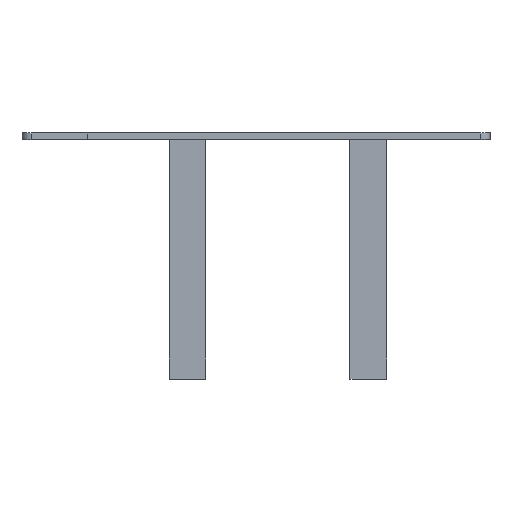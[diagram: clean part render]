
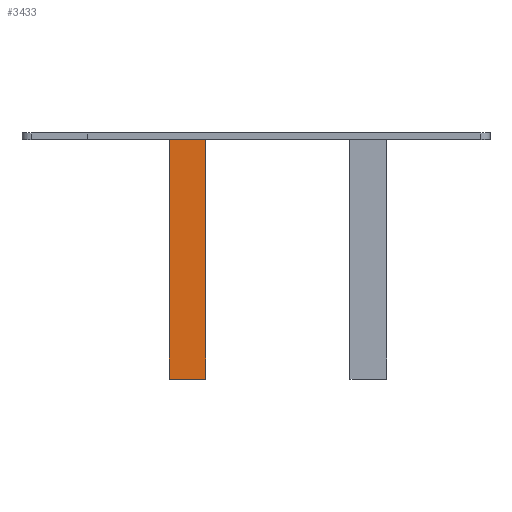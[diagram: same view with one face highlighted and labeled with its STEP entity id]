
A CAD part, top view. The second image highlights one B-rep face of the part: STEP entity #3433.
In plain terms, the highlighted planar face has unit normal (0, 0, 1).
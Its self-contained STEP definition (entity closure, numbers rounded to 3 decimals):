
#846 = PLANE('',#847);
#847 = AXIS2_PLACEMENT_3D('',#848,#849,#850);
#848 = CARTESIAN_POINT('',(-77.2,-3.5,-18.));
#849 = DIRECTION('',(0.,0.,-1.));
#850 = DIRECTION('',(1.,0.,0.));
#2526 = VERTEX_POINT('',#2527);
#2527 = CARTESIAN_POINT('',(-47.2,-3.5,-18.));
#2645 = VERTEX_POINT('',#2646);
#2646 = CARTESIAN_POINT('',(-27.2,-3.5,-18.));
#2667 = EDGE_CURVE('',#2526,#2645,#2668,.T.);
#2668 = SURFACE_CURVE('',#2669,(#2673,#2680),.PCURVE_S1.);
#2669 = LINE('',#2670,#2671);
#2670 = CARTESIAN_POINT('',(-47.2,-3.5,-18.));
#2671 = VECTOR('',#2672,1.);
#2672 = DIRECTION('',(1.,0.,0.));
#2673 = PCURVE('',#846,#2674);
#2674 = DEFINITIONAL_REPRESENTATION('',(#2675),#2679);
#2675 = LINE('',#2676,#2677);
#2676 = CARTESIAN_POINT('',(30.,0.));
#2677 = VECTOR('',#2678,1.);
#2678 = DIRECTION('',(1.,0.));
#2679 = ( GEOMETRIC_REPRESENTATION_CONTEXT(2) 
PARAMETRIC_REPRESENTATION_CONTEXT() REPRESENTATION_CONTEXT('2D SPACE',''
  ) );
#2680 = PCURVE('',#2681,#2686);
#2681 = PLANE('',#2682);
#2682 = AXIS2_PLACEMENT_3D('',#2683,#2684,#2685);
#2683 = CARTESIAN_POINT('',(-47.2,-3.5,-18.));
#2684 = DIRECTION('',(0.,0.,1.));
#2685 = DIRECTION('',(1.,0.,0.));
#2686 = DEFINITIONAL_REPRESENTATION('',(#2687),#2691);
#2687 = LINE('',#2688,#2689);
#2688 = CARTESIAN_POINT('',(0.,0.));
#2689 = VECTOR('',#2690,1.);
#2690 = DIRECTION('',(1.,0.));
#2691 = ( GEOMETRIC_REPRESENTATION_CONTEXT(2) 
PARAMETRIC_REPRESENTATION_CONTEXT() REPRESENTATION_CONTEXT('2D SPACE',''
  ) );
#3253 = PLANE('',#3254);
#3254 = AXIS2_PLACEMENT_3D('',#3255,#3256,#3257);
#3255 = CARTESIAN_POINT('',(-47.2,-3.5,-22.225));
#3256 = DIRECTION('',(-1.,0.,0.));
#3257 = DIRECTION('',(0.,0.,1.));
#3307 = PLANE('',#3308);
#3308 = AXIS2_PLACEMENT_3D('',#3309,#3310,#3311);
#3309 = CARTESIAN_POINT('',(-27.2,-3.5,-18.));
#3310 = DIRECTION('',(1.,0.,0.));
#3311 = DIRECTION('',(0.,0.,-1.));
#3433 = ADVANCED_FACE('',(#3434),#2681,.T.);
#3434 = FACE_BOUND('',#3435,.T.);
#3435 = EDGE_LOOP('',(#3436,#3459,#3487,#3508));
#3436 = ORIENTED_EDGE('',*,*,#3437,.T.);
#3437 = EDGE_CURVE('',#2526,#3438,#3440,.T.);
#3438 = VERTEX_POINT('',#3439);
#3439 = CARTESIAN_POINT('',(-47.2,-133.5,-18.));
#3440 = SURFACE_CURVE('',#3441,(#3445,#3452),.PCURVE_S1.);
#3441 = LINE('',#3442,#3443);
#3442 = CARTESIAN_POINT('',(-47.2,-3.5,-18.));
#3443 = VECTOR('',#3444,1.);
#3444 = DIRECTION('',(0.,-1.,0.));
#3445 = PCURVE('',#2681,#3446);
#3446 = DEFINITIONAL_REPRESENTATION('',(#3447),#3451);
#3447 = LINE('',#3448,#3449);
#3448 = CARTESIAN_POINT('',(0.,0.));
#3449 = VECTOR('',#3450,1.);
#3450 = DIRECTION('',(0.,-1.));
#3451 = ( GEOMETRIC_REPRESENTATION_CONTEXT(2) 
PARAMETRIC_REPRESENTATION_CONTEXT() REPRESENTATION_CONTEXT('2D SPACE',''
  ) );
#3452 = PCURVE('',#3253,#3453);
#3453 = DEFINITIONAL_REPRESENTATION('',(#3454),#3458);
#3454 = LINE('',#3455,#3456);
#3455 = CARTESIAN_POINT('',(4.225,0.));
#3456 = VECTOR('',#3457,1.);
#3457 = DIRECTION('',(0.,-1.));
#3458 = ( GEOMETRIC_REPRESENTATION_CONTEXT(2) 
PARAMETRIC_REPRESENTATION_CONTEXT() REPRESENTATION_CONTEXT('2D SPACE',''
  ) );
#3459 = ORIENTED_EDGE('',*,*,#3460,.T.);
#3460 = EDGE_CURVE('',#3438,#3461,#3463,.T.);
#3461 = VERTEX_POINT('',#3462);
#3462 = CARTESIAN_POINT('',(-27.2,-133.5,-18.));
#3463 = SURFACE_CURVE('',#3464,(#3468,#3475),.PCURVE_S1.);
#3464 = LINE('',#3465,#3466);
#3465 = CARTESIAN_POINT('',(-47.2,-133.5,-18.));
#3466 = VECTOR('',#3467,1.);
#3467 = DIRECTION('',(1.,0.,0.));
#3468 = PCURVE('',#2681,#3469);
#3469 = DEFINITIONAL_REPRESENTATION('',(#3470),#3474);
#3470 = LINE('',#3471,#3472);
#3471 = CARTESIAN_POINT('',(0.,-130.));
#3472 = VECTOR('',#3473,1.);
#3473 = DIRECTION('',(1.,0.));
#3474 = ( GEOMETRIC_REPRESENTATION_CONTEXT(2) 
PARAMETRIC_REPRESENTATION_CONTEXT() REPRESENTATION_CONTEXT('2D SPACE',''
  ) );
#3475 = PCURVE('',#3476,#3481);
#3476 = PLANE('',#3477);
#3477 = AXIS2_PLACEMENT_3D('',#3478,#3479,#3480);
#3478 = CARTESIAN_POINT('',(11.9,-133.5,-20.113));
#3479 = DIRECTION('',(0.,1.,0.));
#3480 = DIRECTION('',(0.,0.,1.));
#3481 = DEFINITIONAL_REPRESENTATION('',(#3482),#3486);
#3482 = LINE('',#3483,#3484);
#3483 = CARTESIAN_POINT('',(2.113,-59.1));
#3484 = VECTOR('',#3485,1.);
#3485 = DIRECTION('',(0.,1.));
#3486 = ( GEOMETRIC_REPRESENTATION_CONTEXT(2) 
PARAMETRIC_REPRESENTATION_CONTEXT() REPRESENTATION_CONTEXT('2D SPACE',''
  ) );
#3487 = ORIENTED_EDGE('',*,*,#3488,.F.);
#3488 = EDGE_CURVE('',#2645,#3461,#3489,.T.);
#3489 = SURFACE_CURVE('',#3490,(#3494,#3501),.PCURVE_S1.);
#3490 = LINE('',#3491,#3492);
#3491 = CARTESIAN_POINT('',(-27.2,-3.5,-18.));
#3492 = VECTOR('',#3493,1.);
#3493 = DIRECTION('',(0.,-1.,0.));
#3494 = PCURVE('',#2681,#3495);
#3495 = DEFINITIONAL_REPRESENTATION('',(#3496),#3500);
#3496 = LINE('',#3497,#3498);
#3497 = CARTESIAN_POINT('',(20.,0.));
#3498 = VECTOR('',#3499,1.);
#3499 = DIRECTION('',(0.,-1.));
#3500 = ( GEOMETRIC_REPRESENTATION_CONTEXT(2) 
PARAMETRIC_REPRESENTATION_CONTEXT() REPRESENTATION_CONTEXT('2D SPACE',''
  ) );
#3501 = PCURVE('',#3307,#3502);
#3502 = DEFINITIONAL_REPRESENTATION('',(#3503),#3507);
#3503 = LINE('',#3504,#3505);
#3504 = CARTESIAN_POINT('',(0.,0.));
#3505 = VECTOR('',#3506,1.);
#3506 = DIRECTION('',(0.,-1.));
#3507 = ( GEOMETRIC_REPRESENTATION_CONTEXT(2) 
PARAMETRIC_REPRESENTATION_CONTEXT() REPRESENTATION_CONTEXT('2D SPACE',''
  ) );
#3508 = ORIENTED_EDGE('',*,*,#2667,.F.);
